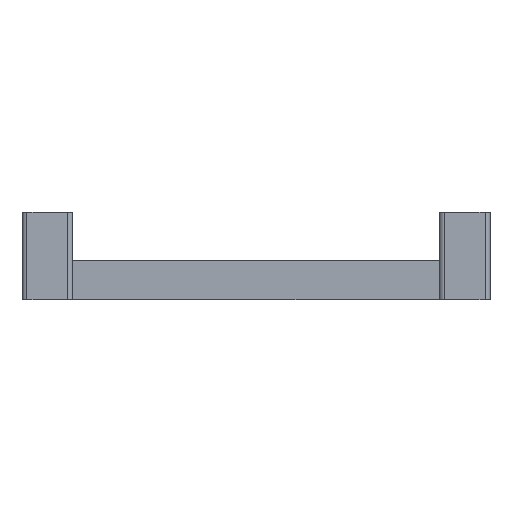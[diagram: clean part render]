
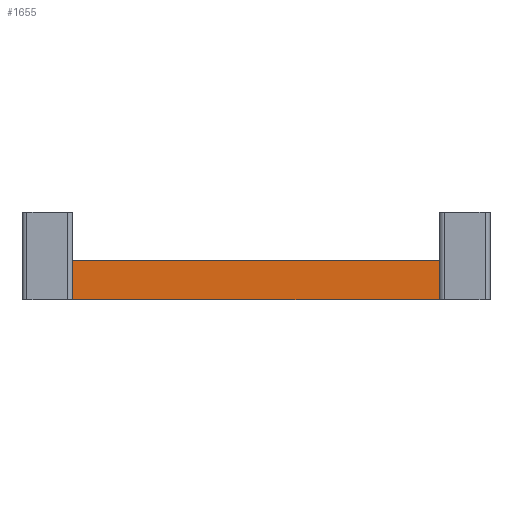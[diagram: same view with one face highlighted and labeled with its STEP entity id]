
A CAD part, front view. The second image highlights one B-rep face of the part: STEP entity #1655.
In plain terms, the highlighted planar face has unit normal (0, -1, 0).
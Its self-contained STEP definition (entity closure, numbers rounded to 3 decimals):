
#79=PLANE('',#1765);
#159=FACE_OUTER_BOUND('',#248,.T.);
#248=EDGE_LOOP('',(#1417,#1418,#1419,#1420,#1421,#1422));
#291=LINE('',#2233,#509);
#450=LINE('',#2573,#668);
#455=LINE('',#2583,#673);
#456=LINE('',#2585,#674);
#457=LINE('',#2587,#675);
#458=LINE('',#2588,#676);
#509=VECTOR('',#1815,10.);
#668=VECTOR('',#2096,10.);
#673=VECTOR('',#2107,10.);
#674=VECTOR('',#2108,10.);
#675=VECTOR('',#2109,10.);
#676=VECTOR('',#2110,10.);
#747=VERTEX_POINT('',#2230);
#748=VERTEX_POINT('',#2232);
#868=VERTEX_POINT('',#2571);
#870=VERTEX_POINT('',#2582);
#871=VERTEX_POINT('',#2584);
#872=VERTEX_POINT('',#2586);
#904=EDGE_CURVE('',#748,#747,#291,.T.);
#1074=EDGE_CURVE('',#747,#868,#450,.T.);
#1079=EDGE_CURVE('',#868,#870,#455,.T.);
#1080=EDGE_CURVE('',#871,#870,#456,.T.);
#1081=EDGE_CURVE('',#872,#871,#457,.T.);
#1082=EDGE_CURVE('',#872,#748,#458,.T.);
#1417=ORIENTED_EDGE('',*,*,#1074,.T.);
#1418=ORIENTED_EDGE('',*,*,#1079,.T.);
#1419=ORIENTED_EDGE('',*,*,#1080,.F.);
#1420=ORIENTED_EDGE('',*,*,#1081,.F.);
#1421=ORIENTED_EDGE('',*,*,#1082,.T.);
#1422=ORIENTED_EDGE('',*,*,#904,.T.);
#1655=ADVANCED_FACE('',(#159),#79,.T.);
#1765=AXIS2_PLACEMENT_3D('',#2581,#2105,#2106);
#1815=DIRECTION('',(1.,0.,0.));
#2096=DIRECTION('',(0.,0.,1.));
#2105=DIRECTION('center_axis',(0.,-1.,0.));
#2106=DIRECTION('ref_axis',(0.,0.,-1.));
#2107=DIRECTION('',(-1.,0.,0.));
#2108=DIRECTION('',(0.,0.,1.));
#2109=DIRECTION('',(1.,0.,0.));
#2110=DIRECTION('',(0.,0.,-1.));
#2230=CARTESIAN_POINT('',(11.5,-11.,24.));
#2232=CARTESIAN_POINT('',(-9.4,-11.,24.));
#2233=CARTESIAN_POINT('',(0.,-11.,24.));
#2571=CARTESIAN_POINT('',(11.5,-11.,28.5));
#2573=CARTESIAN_POINT('',(11.5,-11.,26.125));
#2581=CARTESIAN_POINT('Origin',(0.,-11.,26.));
#2582=CARTESIAN_POINT('',(9.4,-11.,28.5));
#2583=CARTESIAN_POINT('',(12.,-11.,28.5));
#2584=CARTESIAN_POINT('',(9.4,-11.,26.));
#2585=CARTESIAN_POINT('',(9.4,-11.,28.5));
#2586=CARTESIAN_POINT('',(-9.4,-11.,26.));
#2587=CARTESIAN_POINT('',(0.,-11.,26.));
#2588=CARTESIAN_POINT('',(-9.4,-11.,26.125));
